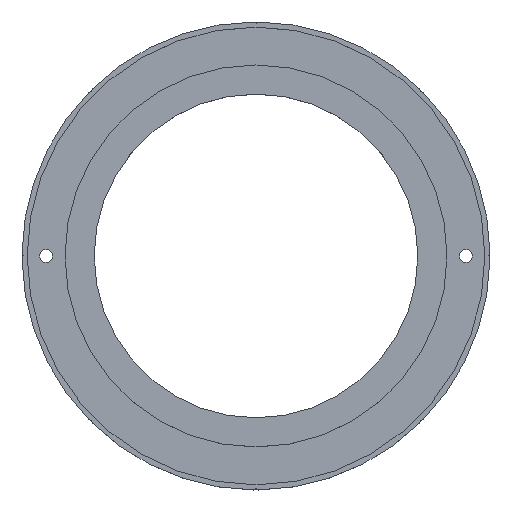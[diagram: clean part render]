
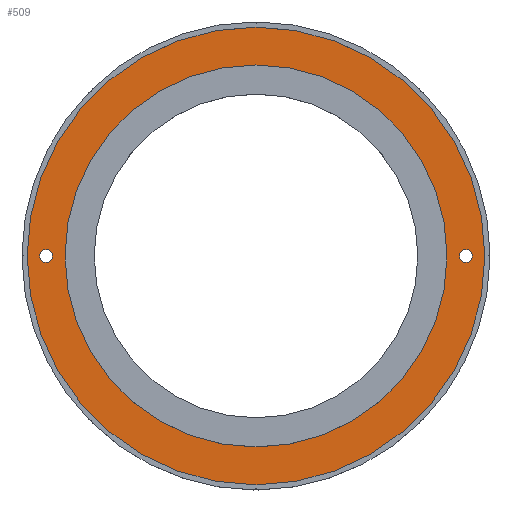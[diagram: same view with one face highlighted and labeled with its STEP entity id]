
A CAD part, top view. The second image highlights one B-rep face of the part: STEP entity #509.
In plain terms, the highlighted planar face has unit normal (0, 0, 1).
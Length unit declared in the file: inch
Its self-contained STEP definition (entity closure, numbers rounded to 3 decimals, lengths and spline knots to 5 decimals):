
#17=FACE_BOUND('',#85,.T.);
#18=FACE_BOUND('',#86,.T.);
#19=FACE_BOUND('',#87,.T.);
#27=PLANE('',#602);
#53=FACE_OUTER_BOUND('',#84,.T.);
#84=EDGE_LOOP('',(#438,#439));
#85=EDGE_LOOP('',(#440));
#86=EDGE_LOOP('',(#441));
#87=EDGE_LOOP('',(#442));
#133=CIRCLE('',#587,0.0625);
#135=CIRCLE('',#590,0.0625);
#141=CIRCLE('',#600,2.235);
#142=CIRCLE('',#601,2.235);
#143=CIRCLE('',#603,1.865);
#230=VERTEX_POINT('',#901);
#232=VERTEX_POINT('',#907);
#237=VERTEX_POINT('',#924);
#238=VERTEX_POINT('',#926);
#239=VERTEX_POINT('',#930);
#296=EDGE_CURVE('',#230,#230,#133,.T.);
#299=EDGE_CURVE('',#232,#232,#135,.T.);
#307=EDGE_CURVE('',#238,#237,#141,.T.);
#308=EDGE_CURVE('',#237,#238,#142,.T.);
#309=EDGE_CURVE('',#239,#239,#143,.T.);
#438=ORIENTED_EDGE('',*,*,#307,.T.);
#439=ORIENTED_EDGE('',*,*,#308,.T.);
#440=ORIENTED_EDGE('',*,*,#296,.T.);
#441=ORIENTED_EDGE('',*,*,#299,.T.);
#442=ORIENTED_EDGE('',*,*,#309,.F.);
#509=ADVANCED_FACE('',(#53,#17,#18,#19),#27,.T.);
#587=AXIS2_PLACEMENT_3D('',#903,#736,#737);
#590=AXIS2_PLACEMENT_3D('',#909,#743,#744);
#600=AXIS2_PLACEMENT_3D('',#927,#765,#766);
#601=AXIS2_PLACEMENT_3D('',#928,#767,#768);
#602=AXIS2_PLACEMENT_3D('',#929,#769,#770);
#603=AXIS2_PLACEMENT_3D('',#931,#771,#772);
#736=DIRECTION('center_axis',(0.,0.,-1.));
#737=DIRECTION('ref_axis',(-1.,0.,0.));
#743=DIRECTION('center_axis',(0.,0.,-1.));
#744=DIRECTION('ref_axis',(-1.,0.,0.));
#765=DIRECTION('center_axis',(0.,0.,1.));
#766=DIRECTION('ref_axis',(1.,0.,0.));
#767=DIRECTION('center_axis',(0.,0.,1.));
#768=DIRECTION('ref_axis',(1.,0.,0.));
#769=DIRECTION('center_axis',(0.,0.,1.));
#770=DIRECTION('ref_axis',(1.,0.,0.));
#771=DIRECTION('center_axis',(0.,0.,1.));
#772=DIRECTION('ref_axis',(-1.,0.,0.));
#901=CARTESIAN_POINT('',(-1.9875,0.,0.1405));
#903=CARTESIAN_POINT('Origin',(-2.05,0.,0.1405));
#907=CARTESIAN_POINT('',(2.1125,0.,0.1405));
#909=CARTESIAN_POINT('Origin',(2.05,0.,0.1405));
#924=CARTESIAN_POINT('',(-2.235,0.,0.1405));
#926=CARTESIAN_POINT('',(2.235,0.,0.1405));
#927=CARTESIAN_POINT('Origin',(0.,0.,0.1405));
#928=CARTESIAN_POINT('Origin',(0.,0.,0.1405));
#929=CARTESIAN_POINT('Origin',(1.865,0.,0.1405));
#930=CARTESIAN_POINT('',(1.865,0.,0.1405));
#931=CARTESIAN_POINT('Origin',(0.,0.,0.1405));
